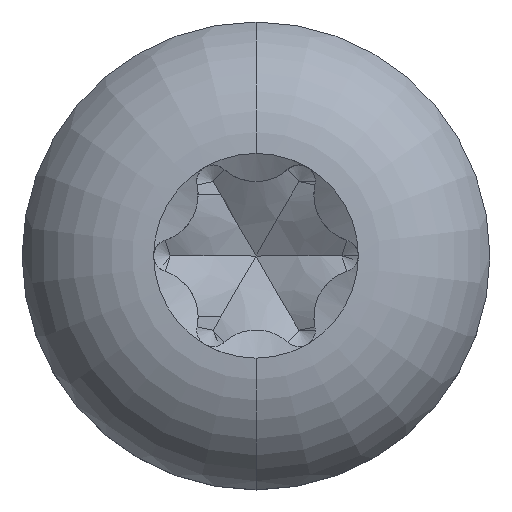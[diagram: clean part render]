
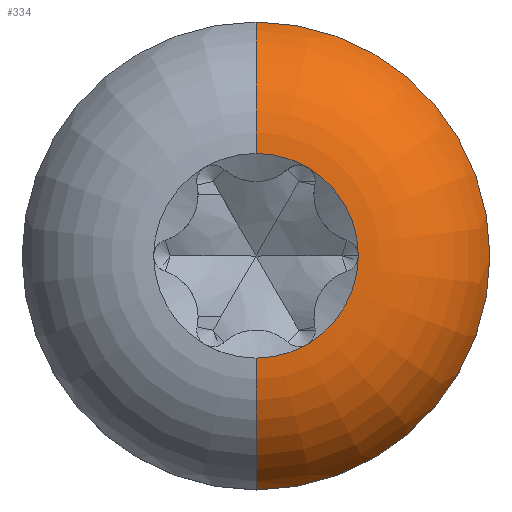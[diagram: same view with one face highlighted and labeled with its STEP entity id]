
A CAD part, top view. The second image highlights one B-rep face of the part: STEP entity #334.
In plain terms, the highlighted toroidal (fillet/blend) face has major radius 0.875 mm and minor radius 1.191 mm.
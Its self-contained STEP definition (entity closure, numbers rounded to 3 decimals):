
#35 = DIRECTION ( 'NONE',  ( 0., 1., 0. ) ) ;
#57 = FACE_OUTER_BOUND ( 'NONE', #4430, .T. ) ;
#294 = CARTESIAN_POINT ( 'NONE',  ( 0., -2., 5. ) ) ;
#296 = CARTESIAN_POINT ( 'NONE',  ( 0., 0., 5. ) ) ;
#334 = ADVANCED_FACE ( 'NONE', ( #57 ), #2060, .T. ) ;
#450 = EDGE_CURVE ( 'NONE', #1426, #1278, #1773, .T. ) ;
#509 = CIRCLE ( 'NONE', #5447, 1.191 ) ;
#745 = DIRECTION ( 'NONE',  ( 0., 1., 0. ) ) ;
#887 = CARTESIAN_POINT ( 'NONE',  ( 0., -0.875, 5.8 ) ) ;
#925 = CARTESIAN_POINT ( 'NONE',  ( 0., 0., 5.8 ) ) ;
#1031 = AXIS2_PLACEMENT_3D ( 'NONE', #3705, #4183, #2282 ) ;
#1070 = DIRECTION ( 'NONE',  ( 0., 1., 0. ) ) ;
#1110 = CARTESIAN_POINT ( 'NONE',  ( 0., 0.875, 5.8 ) ) ;
#1140 = CARTESIAN_POINT ( 'NONE',  ( 0., 0., 5.8 ) ) ;
#1278 = VERTEX_POINT ( 'NONE', #1472 ) ;
#1411 = ORIENTED_EDGE ( 'NONE', *, *, #1478, .T. ) ;
#1426 = VERTEX_POINT ( 'NONE', #1110 ) ;
#1440 = CARTESIAN_POINT ( 'NONE',  ( 0., 0., 4.609 ) ) ;
#1461 = CIRCLE ( 'NONE', #1655, 0.875 ) ;
#1472 = CARTESIAN_POINT ( 'NONE',  ( 0., 2., 5. ) ) ;
#1478 = EDGE_CURVE ( 'NONE', #3109, #3182, #1461, .T. ) ;
#1561 = VERTEX_POINT ( 'NONE', #294 ) ;
#1597 = CARTESIAN_POINT ( 'NONE',  ( 0.875, 0., 5.8 ) ) ;
#1621 = CIRCLE ( 'NONE', #2050, 0.875 ) ;
#1655 = AXIS2_PLACEMENT_3D ( 'NONE', #5856, #2613, #745 ) ;
#1773 = CIRCLE ( 'NONE', #1031, 1.191 ) ;
#1939 = ORIENTED_EDGE ( 'NONE', *, *, #4524, .T. ) ;
#2025 = VERTEX_POINT ( 'NONE', #887 ) ;
#2050 = AXIS2_PLACEMENT_3D ( 'NONE', #1140, #5255, #1070 ) ;
#2060 = TOROIDAL_SURFACE ( 'NONE', #2082, 0.875, 1.191 ) ;
#2082 = AXIS2_PLACEMENT_3D ( 'NONE', #1440, #2372, #35 ) ;
#2101 = VERTEX_POINT ( 'NONE', #2264 ) ;
#2116 = CARTESIAN_POINT ( 'NONE',  ( 0.438, -0.758, 5.8 ) ) ;
#2264 = CARTESIAN_POINT ( 'NONE',  ( 0.438, 0.758, 5.8 ) ) ;
#2282 = DIRECTION ( 'NONE',  ( 0., 0., 1. ) ) ;
#2372 = DIRECTION ( 'NONE',  ( 0., 0., -1. ) ) ;
#2439 = CARTESIAN_POINT ( 'NONE',  ( 0., 0., 5.8 ) ) ;
#2452 = EDGE_CURVE ( 'NONE', #2101, #3109, #3460, .T. ) ;
#2613 = DIRECTION ( 'NONE',  ( 0., 0., -1. ) ) ;
#2652 = EDGE_CURVE ( 'NONE', #2025, #1561, #509, .T. ) ;
#2691 = ORIENTED_EDGE ( 'NONE', *, *, #5256, .F. ) ;
#2752 = EDGE_CURVE ( 'NONE', #1426, #2101, #5058, .T. ) ;
#2899 = CARTESIAN_POINT ( 'NONE',  ( 0., -0.875, 4.609 ) ) ;
#2938 = DIRECTION ( 'NONE',  ( 0., 1., 0. ) ) ;
#2985 = DIRECTION ( 'NONE',  ( 0., 1., 0. ) ) ;
#3033 = AXIS2_PLACEMENT_3D ( 'NONE', #296, #4541, #4994 ) ;
#3109 = VERTEX_POINT ( 'NONE', #1597 ) ;
#3146 = AXIS2_PLACEMENT_3D ( 'NONE', #925, #5611, #5188 ) ;
#3182 = VERTEX_POINT ( 'NONE', #2116 ) ;
#3261 = ORIENTED_EDGE ( 'NONE', *, *, #2452, .T. ) ;
#3460 = CIRCLE ( 'NONE', #3583, 0.875 ) ;
#3583 = AXIS2_PLACEMENT_3D ( 'NONE', #2439, #5247, #2985 ) ;
#3705 = CARTESIAN_POINT ( 'NONE',  ( 0., 0.875, 4.609 ) ) ;
#3879 = CIRCLE ( 'NONE', #3033, 2. ) ;
#4183 = DIRECTION ( 'NONE',  ( -1., 0., 0. ) ) ;
#4430 = EDGE_LOOP ( 'NONE', ( #1939, #4587, #2691, #5312, #4454, #3261, #1411 ) ) ;
#4454 = ORIENTED_EDGE ( 'NONE', *, *, #2752, .T. ) ;
#4524 = EDGE_CURVE ( 'NONE', #3182, #2025, #1621, .T. ) ;
#4541 = DIRECTION ( 'NONE',  ( 0., 0., -1. ) ) ;
#4587 = ORIENTED_EDGE ( 'NONE', *, *, #2652, .T. ) ;
#4994 = DIRECTION ( 'NONE',  ( 0., 1., 0. ) ) ;
#5058 = CIRCLE ( 'NONE', #3146, 0.875 ) ;
#5188 = DIRECTION ( 'NONE',  ( 0., 1., 0. ) ) ;
#5247 = DIRECTION ( 'NONE',  ( 0., 0., -1. ) ) ;
#5255 = DIRECTION ( 'NONE',  ( 0., 0., -1. ) ) ;
#5256 = EDGE_CURVE ( 'NONE', #1278, #1561, #3879, .T. ) ;
#5312 = ORIENTED_EDGE ( 'NONE', *, *, #450, .F. ) ;
#5447 = AXIS2_PLACEMENT_3D ( 'NONE', #2899, #5740, #2938 ) ;
#5611 = DIRECTION ( 'NONE',  ( 0., 0., -1. ) ) ;
#5740 = DIRECTION ( 'NONE',  ( 1., 0., 0. ) ) ;
#5856 = CARTESIAN_POINT ( 'NONE',  ( 0., 0., 5.8 ) ) ;
